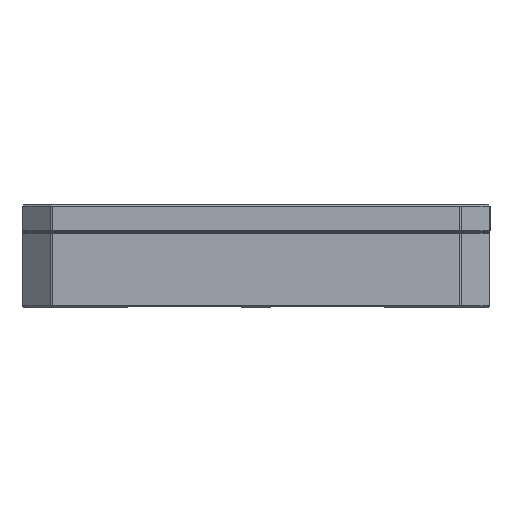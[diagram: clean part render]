
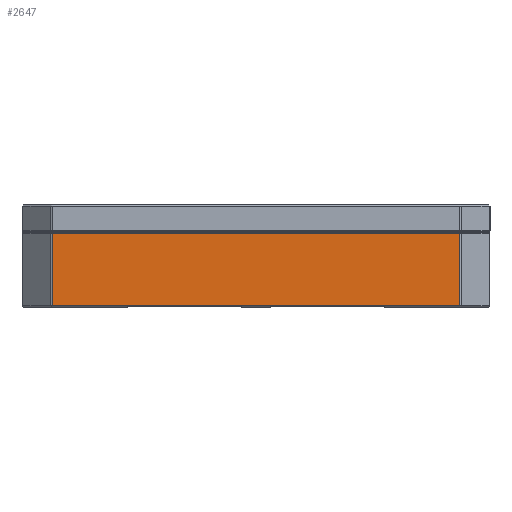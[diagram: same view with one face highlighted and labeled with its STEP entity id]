
A CAD part, left-side view. The second image highlights one B-rep face of the part: STEP entity #2647.
In plain terms, the highlighted planar face has unit normal (-1, 0, 0).
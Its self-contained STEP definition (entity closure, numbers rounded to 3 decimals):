
#2023 = EDGE_LOOP ( 'NONE', ( #58098, #16384, #41887, #19130 ) ) ;
#2647 = ADVANCED_FACE ( 'NONE', ( #29184 ), #42023, .F. ) ;
#10015 = EDGE_CURVE ( 'NONE', #43896, #22648, #40126, .T. ) ;
#10162 = DIRECTION ( 'NONE',  ( 0., 1., 0. ) ) ;
#10714 = CARTESIAN_POINT ( 'NONE',  ( -80., -69.586, 25.3 ) ) ;
#14534 = CARTESIAN_POINT ( 'NONE',  ( -80., 69.586, 25.5 ) ) ;
#15718 = CARTESIAN_POINT ( 'NONE',  ( -80., 69.586, 0.5 ) ) ;
#15812 = EDGE_CURVE ( 'NONE', #22648, #55178, #36272, .T. ) ;
#16384 = ORIENTED_EDGE ( 'NONE', *, *, #10015, .T. ) ;
#19071 = CARTESIAN_POINT ( 'NONE',  ( -80., -70., 0.5 ) ) ;
#19130 = ORIENTED_EDGE ( 'NONE', *, *, #42110, .T. ) ;
#22648 = VERTEX_POINT ( 'NONE', #42544 ) ;
#23613 = CARTESIAN_POINT ( 'NONE',  ( -80., -70., 25.5 ) ) ;
#25119 = DIRECTION ( 'NONE',  ( 0., 0., 1. ) ) ;
#27674 = VECTOR ( 'NONE', #10162, 1000. ) ;
#27827 = VERTEX_POINT ( 'NONE', #35413 ) ;
#28288 = DIRECTION ( 'NONE',  ( 0., 0., -1. ) ) ;
#28372 = VECTOR ( 'NONE', #56286, 1000. ) ;
#28710 = CARTESIAN_POINT ( 'NONE',  ( -80., 69.586, 25.3 ) ) ;
#29184 = FACE_OUTER_BOUND ( 'NONE', #2023, .T. ) ;
#30408 = VECTOR ( 'NONE', #42494, 1000. ) ;
#35413 = CARTESIAN_POINT ( 'NONE',  ( -80., -69.586, 0.5 ) ) ;
#36272 = LINE ( 'NONE', #14534, #30408 ) ;
#39724 = AXIS2_PLACEMENT_3D ( 'NONE', #23613, #56168, #28288 ) ;
#40099 = LINE ( 'NONE', #57693, #52425 ) ;
#40126 = LINE ( 'NONE', #28710, #27674 ) ;
#41887 = ORIENTED_EDGE ( 'NONE', *, *, #15812, .T. ) ;
#42023 = PLANE ( 'NONE',  #39724 ) ;
#42110 = EDGE_CURVE ( 'NONE', #55178, #27827, #54648, .T. ) ;
#42494 = DIRECTION ( 'NONE',  ( 0., 0., -1. ) ) ;
#42544 = CARTESIAN_POINT ( 'NONE',  ( -80., 69.586, 25.3 ) ) ;
#43896 = VERTEX_POINT ( 'NONE', #10714 ) ;
#44393 = EDGE_CURVE ( 'NONE', #27827, #43896, #40099, .T. ) ;
#52425 = VECTOR ( 'NONE', #25119, 1000. ) ;
#54648 = LINE ( 'NONE', #19071, #28372 ) ;
#55178 = VERTEX_POINT ( 'NONE', #15718 ) ;
#56168 = DIRECTION ( 'NONE',  ( 1., 0., 0. ) ) ;
#56286 = DIRECTION ( 'NONE',  ( 0., -1., 0. ) ) ;
#57693 = CARTESIAN_POINT ( 'NONE',  ( -80., -69.586, 25.5 ) ) ;
#58098 = ORIENTED_EDGE ( 'NONE', *, *, #44393, .T. ) ;
